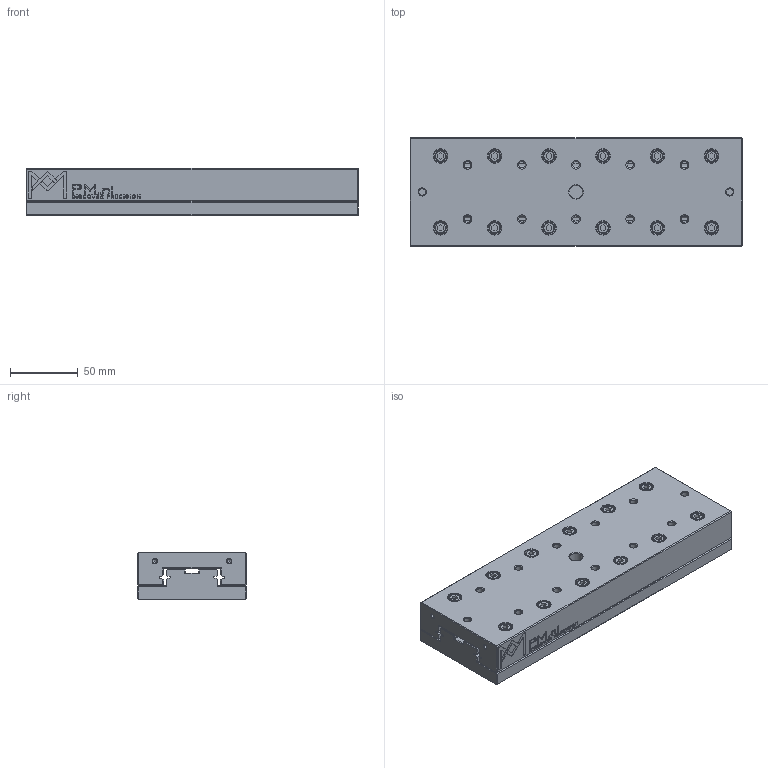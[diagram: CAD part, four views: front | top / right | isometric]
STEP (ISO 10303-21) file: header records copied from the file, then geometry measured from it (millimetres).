
FILE_DESCRIPTION(/* description */ (''),/* implementation_level */ '2;1');
FILE_NAME(/* name */ 'RT-4240_stp.stp',/* time_stamp */ '2024-10-04T13:46:43+02:00',/* author */ (''),/* organization */ (''),/* preprocessor_version */ 'ST-DEVELOPER v16.7',/* originating_system */ 'SIEMENS PLM Software NX 12.0',/* authorisation */ '');
FILE_SCHEMA (('AUTOMOTIVE_DESIGN { 1 0 10303 214 3 1 1 1 }'));
Length unit declared in the file: millimetre
Products named in the file (1): RT-4240_stp
Bounding box: 245 x 80 x 35 mm (x, y, z)
Volume: 642800.7 mm3; surface area: 128236.4 mm2
Topology: 2 solids, 2 shells, 1174 faces, 2893 edges, 1869 vertices
Faces by surface type: plane 812, bspline 180, cone 95, cylinder 87
Full cylindrical faces by diameter (mm): 3 x4, 5 x18, 5.5 x6, 8.5 x24, 9.5 x1, 10 x28
Entity records: 38153 total; most frequent: CARTESIAN_POINT 8201, ORIENTED_EDGE 5390, DIRECTION 4600, EDGE_CURVE 2695, LINE 2060, VECTOR 2060, VERTEX_POINT 1847, EDGE_LOOP 1526
